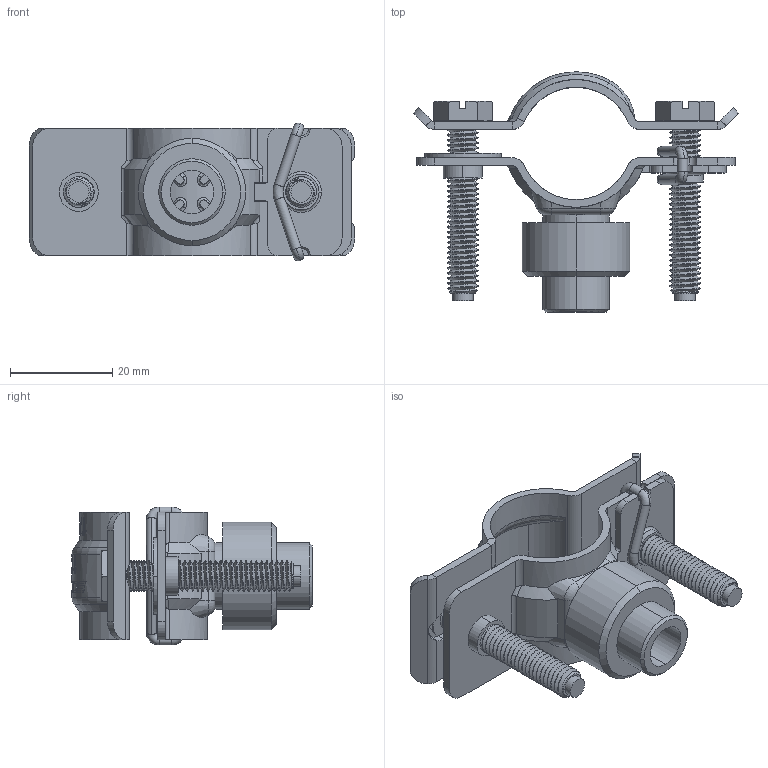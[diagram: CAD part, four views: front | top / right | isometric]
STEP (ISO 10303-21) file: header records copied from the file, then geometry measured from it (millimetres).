
FILE_DESCRIPTION (( 'STEP AP203' ), '1' );
FILE_NAME ('50.101RK.STEP', '2024-03-25T10:21:39', ( '' ), ( '' ), 'SwSTEP 2.0', 'SolidWorks 2023', '' );
FILE_SCHEMA (( 'CONFIG_CONTROL_DESIGN' ));
Products named in the file (1): 50.101RK
Bounding box: 63.67 x 46.97 x 27 mm (x, y, z)
Surface area: 13397.9 mm2 (no closed solid volume)
Topology: 0 solids, 8 shells, 684 faces, 2179 edges, 1458 vertices
Faces by surface type: cylinder 267, plane 192, bspline 143, cone 54, torus 26, sphere 2
Entity records: 36399 total; most frequent: CARTESIAN_POINT 19808, ORIENTED_EDGE 3892, DIRECTION 2652, EDGE_CURVE 2177, VERTEX_POINT 1458, AXIS2_PLACEMENT_3D 981, B_SPLINE_CURVE_WITH_KNOTS 748, EDGE_LOOP 724
